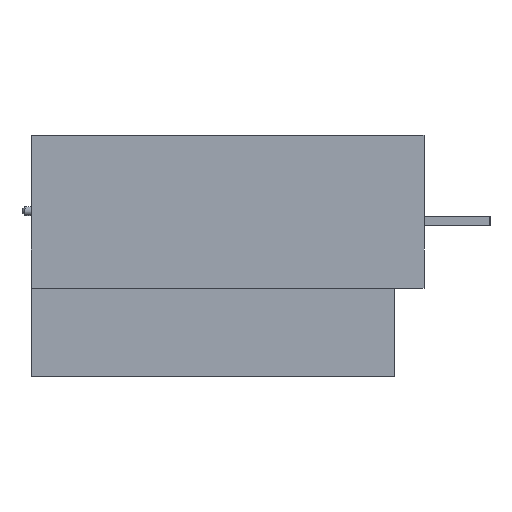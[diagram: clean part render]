
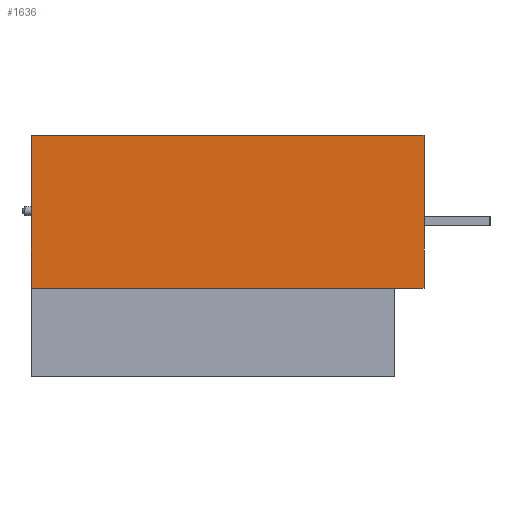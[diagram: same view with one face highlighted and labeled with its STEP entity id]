
A CAD part, left-side view. The second image highlights one B-rep face of the part: STEP entity #1636.
In plain terms, the highlighted planar face has unit normal (-1, 0, 0).
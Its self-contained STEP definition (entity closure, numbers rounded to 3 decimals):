
#566=B_SPLINE_CURVE_WITH_KNOTS('',1,(#17017,#17018),.UNSPECIFIED.,.F.,.F.,
(2,2),(0.,131.),.UNSPECIFIED.);
#567=B_SPLINE_CURVE_WITH_KNOTS('',1,(#17019,#17020),.UNSPECIFIED.,.F.,.F.,
(2,2),(0.,51.),.UNSPECIFIED.);
#568=B_SPLINE_CURVE_WITH_KNOTS('',1,(#17021,#17022),.UNSPECIFIED.,.F.,.F.,
(2,2),(0.,131.),.UNSPECIFIED.);
#569=B_SPLINE_CURVE_WITH_KNOTS('',1,(#17023,#17024),.UNSPECIFIED.,.F.,.F.,
(2,2),(0.,51.),.UNSPECIFIED.);
#1636=ADVANCED_FACE('',(#2310),#10083,.T.);
#2310=FACE_OUTER_BOUND('',#3074,.T.);
#3074=EDGE_LOOP('',(#5375,#5376,#5377,#5378));
#5375=ORIENTED_EDGE('',*,*,#7436,.T.);
#5376=ORIENTED_EDGE('',*,*,#7437,.T.);
#5377=ORIENTED_EDGE('',*,*,#7438,.F.);
#5378=ORIENTED_EDGE('',*,*,#7439,.F.);
#7436=EDGE_CURVE('',#9524,#9516,#566,.T.);
#7437=EDGE_CURVE('',#9516,#9517,#567,.T.);
#7438=EDGE_CURVE('',#9525,#9517,#568,.T.);
#7439=EDGE_CURVE('',#9524,#9525,#569,.T.);
#9516=VERTEX_POINT('',#16585);
#9517=VERTEX_POINT('',#16586);
#9524=VERTEX_POINT('',#16593);
#9525=VERTEX_POINT('',#16594);
#10083=PLANE('',#10750);
#10750=AXIS2_PLACEMENT_3D('',#16368,#11371,$);
#11371=DIRECTION('',(-1.,0.,0.));
#16368=CARTESIAN_POINT('',(334.5,-43.5,-4.5));
#16585=CARTESIAN_POINT('',(334.5,87.5,-4.5));
#16586=CARTESIAN_POINT('',(334.5,87.5,-55.5));
#16593=CARTESIAN_POINT('',(334.5,-43.5,-4.5));
#16594=CARTESIAN_POINT('',(334.5,-43.5,-55.5));
#17017=CARTESIAN_POINT('',(334.5,-43.5,-4.5));
#17018=CARTESIAN_POINT('',(334.5,87.5,-4.5));
#17019=CARTESIAN_POINT('',(334.5,87.5,-4.5));
#17020=CARTESIAN_POINT('',(334.5,87.5,-55.5));
#17021=CARTESIAN_POINT('',(334.5,-43.5,-55.5));
#17022=CARTESIAN_POINT('',(334.5,87.5,-55.5));
#17023=CARTESIAN_POINT('',(334.5,-43.5,-4.5));
#17024=CARTESIAN_POINT('',(334.5,-43.5,-55.5));
